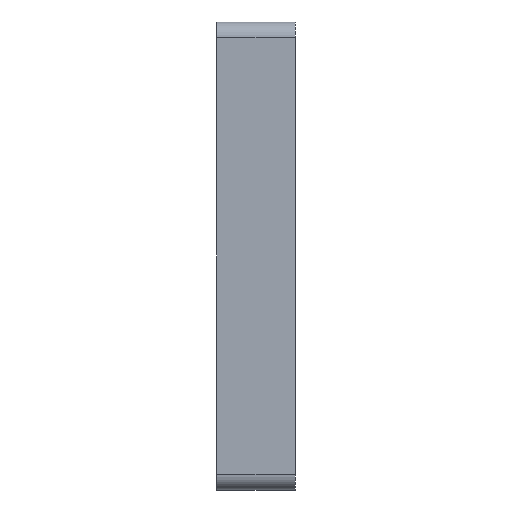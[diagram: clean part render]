
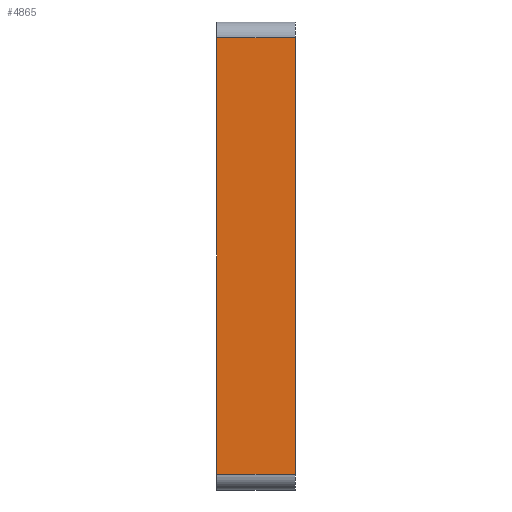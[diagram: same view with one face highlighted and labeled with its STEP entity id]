
A CAD part, left-side view. The second image highlights one B-rep face of the part: STEP entity #4865.
In plain terms, the highlighted planar face has unit normal (-1, 0, 0).
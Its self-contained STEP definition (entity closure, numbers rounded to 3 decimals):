
#20 = LINE ( 'NONE', #3899, #1691 ) ;
#245 = VERTEX_POINT ( 'NONE', #2148 ) ;
#304 = DIRECTION ( 'NONE',  ( 0., -1., 0. ) ) ;
#305 = DIRECTION ( 'NONE',  ( 0., 0., -1. ) ) ;
#360 = LINE ( 'NONE', #1943, #1549 ) ;
#363 = VERTEX_POINT ( 'NONE', #4507 ) ;
#459 = AXIS2_PLACEMENT_3D ( 'NONE', #1191, #3823, #305 ) ;
#966 = CARTESIAN_POINT ( 'NONE',  ( -44.95, 15., 41.95 ) ) ;
#1000 = ORIENTED_EDGE ( 'NONE', *, *, #3754, .F. ) ;
#1191 = CARTESIAN_POINT ( 'NONE',  ( -44.95, 15., 44.95 ) ) ;
#1549 = VECTOR ( 'NONE', #5097, 1000. ) ;
#1691 = VECTOR ( 'NONE', #304, 1000. ) ;
#1943 = CARTESIAN_POINT ( 'NONE',  ( -44.95, 15., 41.95 ) ) ;
#2148 = CARTESIAN_POINT ( 'NONE',  ( -44.95, 0., 41.95 ) ) ;
#2488 = EDGE_CURVE ( 'NONE', #2572, #363, #20, .T. ) ;
#2572 = VERTEX_POINT ( 'NONE', #3566 ) ;
#3079 = ORIENTED_EDGE ( 'NONE', *, *, #4139, .T. ) ;
#3197 = CARTESIAN_POINT ( 'NONE',  ( -44.95, 0., 44.95 ) ) ;
#3256 = LINE ( 'NONE', #3197, #4295 ) ;
#3401 = PLANE ( 'NONE',  #459 ) ;
#3408 = VECTOR ( 'NONE', #5114, 1000. ) ;
#3566 = CARTESIAN_POINT ( 'NONE',  ( -44.95, 15., -41.95 ) ) ;
#3644 = EDGE_LOOP ( 'NONE', ( #3079, #4785, #1000, #3906 ) ) ;
#3754 = EDGE_CURVE ( 'NONE', #2572, #4576, #4298, .T. ) ;
#3774 = CARTESIAN_POINT ( 'NONE',  ( -44.95, 15., 44.95 ) ) ;
#3823 = DIRECTION ( 'NONE',  ( 1., 0., 0. ) ) ;
#3899 = CARTESIAN_POINT ( 'NONE',  ( -44.95, 15., -41.95 ) ) ;
#3906 = ORIENTED_EDGE ( 'NONE', *, *, #2488, .T. ) ;
#4139 = EDGE_CURVE ( 'NONE', #363, #245, #3256, .T. ) ;
#4287 = FACE_OUTER_BOUND ( 'NONE', #3644, .T. ) ;
#4295 = VECTOR ( 'NONE', #5380, 1000. ) ;
#4298 = LINE ( 'NONE', #3774, #3408 ) ;
#4507 = CARTESIAN_POINT ( 'NONE',  ( -44.95, 0., -41.95 ) ) ;
#4576 = VERTEX_POINT ( 'NONE', #966 ) ;
#4785 = ORIENTED_EDGE ( 'NONE', *, *, #5338, .T. ) ;
#4865 = ADVANCED_FACE ( 'NONE', ( #4287 ), #3401, .F. ) ;
#5097 = DIRECTION ( 'NONE',  ( 0., 1., 0. ) ) ;
#5114 = DIRECTION ( 'NONE',  ( 0., 0., 1. ) ) ;
#5338 = EDGE_CURVE ( 'NONE', #245, #4576, #360, .T. ) ;
#5380 = DIRECTION ( 'NONE',  ( 0., 0., 1. ) ) ;
